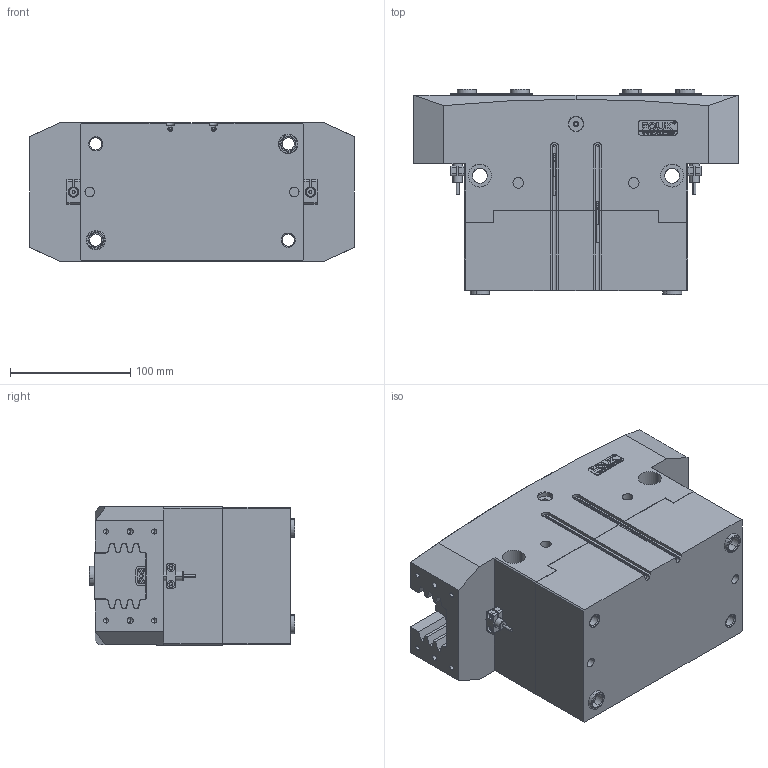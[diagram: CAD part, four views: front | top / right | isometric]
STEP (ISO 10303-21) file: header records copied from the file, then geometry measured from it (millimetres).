
FILE_DESCRIPTION (( 'STEP AP203' ), '1' );
FILE_NAME ('FR117-270-NO.STEP', '2025-05-06T09:13:24', ( 'USER-' ), ( 'Microsoft' ), 'SwSTEP 2.0', 'SolidWorks 2018', '' );
FILE_SCHEMA (( 'CONFIG_CONTROL_DESIGN' ));
Length unit declared in the file: millimetre
Products named in the file (13): TRT117-270-MX-06 笢猾え-1; 苤覜聆假蚾璃; ﾏ擎ﾗ16｡ﾁ12｡ﾁ8; FR117-270-NO; TRT117-270-MX-02 喘倛賑輸; TRT117-270-MX-22B 晊扥极; 棠羲換覜ん; 8-30 換覜ん; 内六角圆柱头螺钉[GBT70_1-2008][M2.5×8]_M2.5×8; TRT117-270-MX-01 喘倛褲极-1; 揤輸蚾饜极; P-GS-T-01 喘倛蚚標釱; 32x12-R2
Assembly tree (23 placements, depth 3):
  FR117-270-NO
    TRT117-270-MX-01 喘倛褲极-1
    TRT117-270-MX-02 喘倛賑輸  x2
    8-30 換覜ん  x2
    P-GS-T-01 喘倛蚚標釱  x2
    32x12-R2
    棠羲換覜ん  x2
    ﾏ擎ﾗ16｡ﾁ12｡ﾁ8  x6
    揤輸蚾饜极  x2
      内六角圆柱头螺钉[GBT70_1-2008][M2.5×8]_M2.5×8
      苤覜聆假蚾璃
    TRT117-270-MX-06 笢猾え-1
    TRT117-270-MX-22B 晊扥极
Bounding box: 270 x 171 x 115 mm (x, y, z)
Volume: 3704720.1 mm3; surface area: 368333.6 mm2
Topology: 24 solids, 30 shells, 1451 faces, 3705 edges, 2357 vertices
Faces by surface type: plane 632, cylinder 433, cone 215, bspline 155, torus 16
Entity records: 42127 total; most frequent: CARTESIAN_POINT 13063, ORIENTED_EDGE 5830, DIRECTION 5342, EDGE_CURVE 2915, VERTEX_POINT 1903, VECTOR 1830, LINE 1830, AXIS2_PLACEMENT_3D 1756
